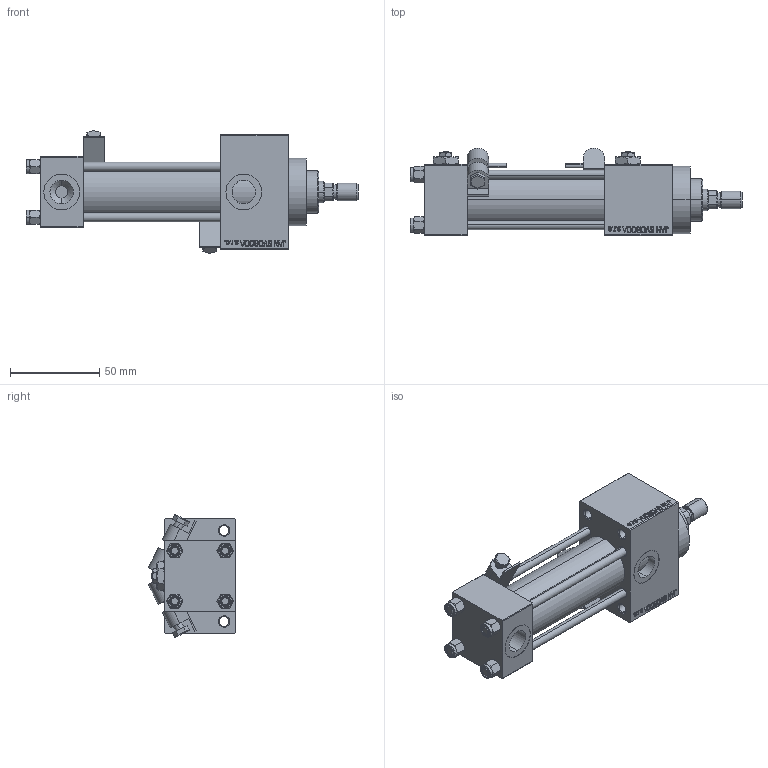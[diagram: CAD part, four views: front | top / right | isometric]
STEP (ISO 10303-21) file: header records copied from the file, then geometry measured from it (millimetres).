
FILE_DESCRIPTION (( 'STEP AP203' ), '1' );
FILE_NAME ('56d0.STEP', '2022-04-14T22:42:24', ( '' ), ( '' ), 'SwSTEP 2.0', 'SolidWorks 2019', '' );
FILE_SCHEMA (( 'CONFIG_CONTROL_DESIGN' ));
Length unit declared in the file: millimetre
Products named in the file (9): V215_VC_A 09e25a854a147454a731bb65478bb46f; V215CR_VCP_D 09e25a854a147454a731bb65478bb46f; 56d0; ROD_END_AH 09e25a854a147454a731bb65478bb46f; MSRF_MSRG1 09e25a854a147454a731bb65478bb46f; Zatka_pro_OIL_PORT 09e25a854a147454a731bb65478bb46f; V215CR_D_Body 09e25a854a147454a731bb65478bb46f; V215CR_D_TYCINKA 09e25a854a147454a731bb65478bb46f; NUT_M5_D 09e25a854a147454a731bb65478bb46f
Assembly tree (16 placements, depth 2):
  56d0
    V215CR_D_Body 09e25a854a147454a731bb65478bb46f
    V215CR_VCP_D 09e25a854a147454a731bb65478bb46f
    NUT_M5_D 09e25a854a147454a731bb65478bb46f  x4
    V215CR_D_TYCINKA 09e25a854a147454a731bb65478bb46f  x4
    V215_VC_A 09e25a854a147454a731bb65478bb46f
    ROD_END_AH 09e25a854a147454a731bb65478bb46f
    MSRF_MSRG1 09e25a854a147454a731bb65478bb46f  x2
    Zatka_pro_OIL_PORT 09e25a854a147454a731bb65478bb46f  x2
Bounding box: 186 x 48.93 x 68.7 mm (x, y, z)
Volume: 195653.4 mm3; surface area: 76368.9 mm2
Topology: 16 solids, 16 shells, 1288 faces, 3156 edges, 2025 vertices
Faces by surface type: plane 584, bspline 368, cone 190, cylinder 136, torus 10
Entity records: 50754 total; most frequent: CARTESIAN_POINT 25890, ORIENTED_EDGE 5462, DIRECTION 3691, EDGE_CURVE 2731, VERTEX_POINT 1775, LINE 1611, VECTOR 1611, EDGE_LOOP 1238
